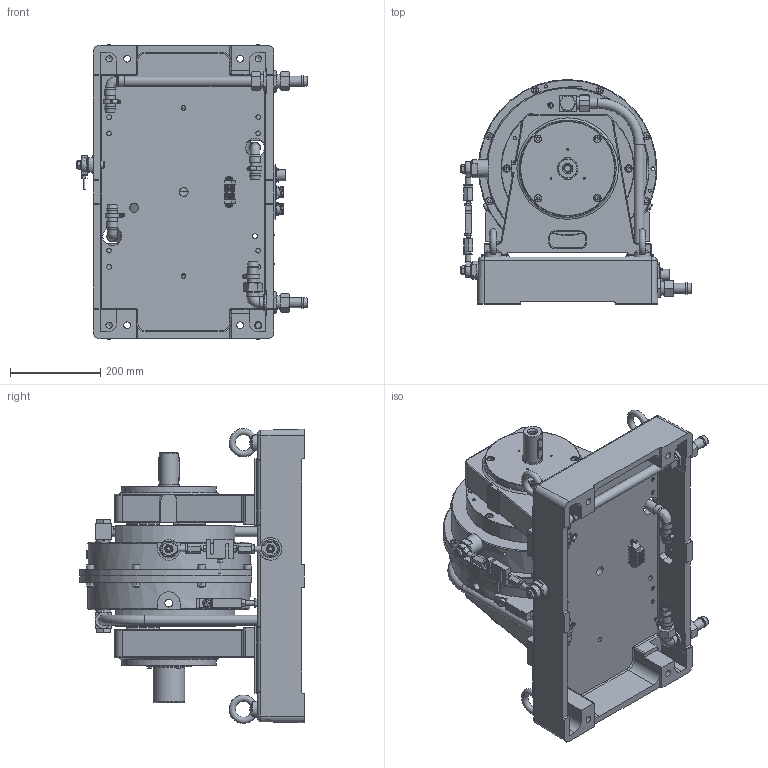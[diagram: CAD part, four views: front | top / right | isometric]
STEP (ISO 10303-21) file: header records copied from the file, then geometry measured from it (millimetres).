
FILE_DESCRIPTION (( 'STEP AP203' ), '1' );
FILE_NAME ('324-101-000-051_EF.STEP', '2014-01-21T07:53:03', ( 'ajoy' ), ( 'Microsoft' ), 'SwSTEP 2.0', 'SolidWorks 2012', '' );
FILE_SCHEMA (( 'CONFIG_CONTROL_DESIGN' ));
Products named in the file (1): 324-101-000-051_EF
Bounding box: 513 x 497.5 x 652.98 mm (x, y, z)
Surface area: 2284880 mm2 (no closed solid volume)
Topology: 0 solids, 324 shells, 1999 faces, 8863 edges, 7014 vertices
Faces by surface type: plane 1038, cylinder 498, cone 216, torus 165, bspline 64, sphere 18
Full cylindrical faces by diameter (mm): 1.5 x18, 2.5 x4, 3 x4, 3.3 x6, 4 x1, 4.2 x3, 4.5 x10, 5.5 x12, 6.4 x2, 6.8 x3, 7 x8, 7.5 x7, 8 x10, 8.5 x9, 8.6 x3, 9.5 x2, 10 x11, 10.2 x8, 11.3 x1, 12 x3, 15 x6, 16 x12, 16.5 x15, 17 x1, 17.5 x3, 18 x9, 18.5 x2, 19 x8, 20 x3, 22 x12
Entity records: 102032 total; most frequent: CARTESIAN_POINT 36562, DIRECTION 12122, ORIENTED_EDGE 11350, EDGE_CURVE 8330, VERTEX_POINT 6885, VECTOR 4152, LINE 4152, AXIS2_PLACEMENT_3D 3985
